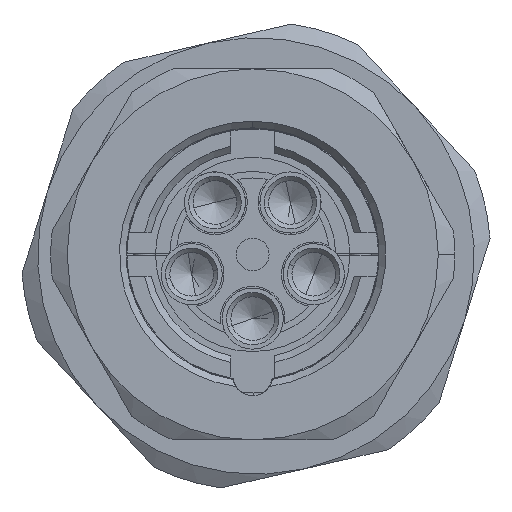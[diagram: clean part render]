
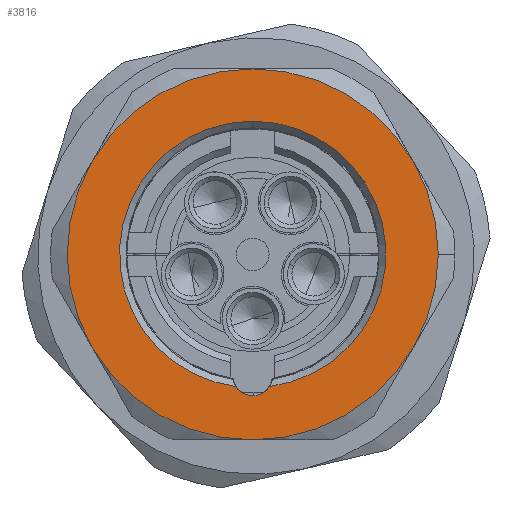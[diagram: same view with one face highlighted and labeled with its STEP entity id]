
A CAD part, front view. The second image highlights one B-rep face of the part: STEP entity #3816.
In plain terms, the highlighted planar face has unit normal (0, -1, 0).
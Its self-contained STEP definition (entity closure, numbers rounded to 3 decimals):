
#146 = CARTESIAN_POINT ( 'NONE',  ( 0., -9.2, -8.5 ) ) ;
#427 = CARTESIAN_POINT ( 'NONE',  ( 0., -9.2, 0. ) ) ;
#532 = CARTESIAN_POINT ( 'NONE',  ( 7.361, -9.2, 4.25 ) ) ;
#652 = CIRCLE ( 'NONE', #6153, 8.5 ) ;
#692 = CARTESIAN_POINT ( 'NONE',  ( -0.778, -9.2, -6.05 ) ) ;
#778 = VERTEX_POINT ( 'NONE', #532 ) ;
#1135 = CIRCLE ( 'NONE', #1284, 8.5 ) ;
#1141 = DIRECTION ( 'NONE',  ( 0., 0., -1. ) ) ;
#1284 = AXIS2_PLACEMENT_3D ( 'NONE', #427, #4317, #15621 ) ;
#1351 = EDGE_CURVE ( 'NONE', #12339, #2156, #652, .T. ) ;
#1370 = ORIENTED_EDGE ( 'NONE', *, *, #7921, .F. ) ;
#1475 = AXIS2_PLACEMENT_3D ( 'NONE', #7574, #9907, #2388 ) ;
#1653 = DIRECTION ( 'NONE',  ( 0., -1., 0. ) ) ;
#1857 = AXIS2_PLACEMENT_3D ( 'NONE', #8455, #8450, #8433 ) ;
#1931 = AXIS2_PLACEMENT_3D ( 'NONE', #9281, #1653, #10560 ) ;
#1990 = CARTESIAN_POINT ( 'NONE',  ( 0., -9.2, 0. ) ) ;
#2019 = CARTESIAN_POINT ( 'NONE',  ( 0., -9.2, 6.1 ) ) ;
#2057 = CARTESIAN_POINT ( 'NONE',  ( -7.361, -9.2, -4.25 ) ) ;
#2156 = VERTEX_POINT ( 'NONE', #146 ) ;
#2174 = DIRECTION ( 'NONE',  ( 0., 0., -1. ) ) ;
#2315 = CIRCLE ( 'NONE', #1475, 8.5 ) ;
#2330 = DIRECTION ( 'NONE',  ( 0., 1., 0. ) ) ;
#2388 = DIRECTION ( 'NONE',  ( 0., 0., -1. ) ) ;
#2432 = CARTESIAN_POINT ( 'NONE',  ( 0., -9.2, 0. ) ) ;
#2902 = EDGE_CURVE ( 'NONE', #4216, #12339, #5357, .T. ) ;
#3101 = ORIENTED_EDGE ( 'NONE', *, *, #5702, .F. ) ;
#3258 = DIRECTION ( 'NONE',  ( 1., 0., 0. ) ) ;
#3422 = EDGE_CURVE ( 'NONE', #4874, #778, #2315, .T. ) ;
#3594 = DIRECTION ( 'NONE',  ( 0., -1., 0. ) ) ;
#3816 = ADVANCED_FACE ( 'NONE', ( #12314, #7986 ), #15354, .F. ) ;
#4026 = CIRCLE ( 'NONE', #5749, 6.1 ) ;
#4216 = VERTEX_POINT ( 'NONE', #10263 ) ;
#4317 = DIRECTION ( 'NONE',  ( 0., 1., 0. ) ) ;
#4497 = ORIENTED_EDGE ( 'NONE', *, *, #3422, .F. ) ;
#4540 = ORIENTED_EDGE ( 'NONE', *, *, #4833, .F. ) ;
#4833 = EDGE_CURVE ( 'NONE', #10749, #4874, #1135, .T. ) ;
#4874 = VERTEX_POINT ( 'NONE', #15699 ) ;
#5080 = CIRCLE ( 'NONE', #13688, 8.5 ) ;
#5357 = CIRCLE ( 'NONE', #11294, 8.5 ) ;
#5458 = DIRECTION ( 'NONE',  ( 0., -1., 0. ) ) ;
#5702 = EDGE_CURVE ( 'NONE', #11337, #10749, #8973, .T. ) ;
#5749 = AXIS2_PLACEMENT_3D ( 'NONE', #11302, #3594, #12694 ) ;
#6153 = AXIS2_PLACEMENT_3D ( 'NONE', #2432, #2330, #2174 ) ;
#7200 = CARTESIAN_POINT ( 'NONE',  ( 0.778, -9.2, -6.05 ) ) ;
#7359 = CIRCLE ( 'NONE', #1931, 0.925 ) ;
#7574 = CARTESIAN_POINT ( 'NONE',  ( 0., -9.2, 0. ) ) ;
#7921 = EDGE_CURVE ( 'NONE', #778, #4216, #5080, .T. ) ;
#7986 = FACE_BOUND ( 'NONE', #13571, .T. ) ;
#8077 = CARTESIAN_POINT ( 'NONE',  ( 0., -9.2, 0. ) ) ;
#8095 = DIRECTION ( 'NONE',  ( 0., 1., 0. ) ) ;
#8433 = DIRECTION ( 'NONE',  ( 0., 0., -1. ) ) ;
#8450 = DIRECTION ( 'NONE',  ( 0., 1., 0. ) ) ;
#8455 = CARTESIAN_POINT ( 'NONE',  ( 0., -9.2, 0. ) ) ;
#8581 = EDGE_CURVE ( 'NONE', #12810, #13194, #4026, .T. ) ;
#8730 = DIRECTION ( 'NONE',  ( 0., 1., 0. ) ) ;
#8733 = CIRCLE ( 'NONE', #11583, 8.5 ) ;
#8755 = EDGE_LOOP ( 'NONE', ( #16615, #15729, #1370, #4497, #4540, #3101, #9388 ) ) ;
#8792 = ORIENTED_EDGE ( 'NONE', *, *, #15375, .F. ) ;
#8826 = ORIENTED_EDGE ( 'NONE', *, *, #8581, .F. ) ;
#8973 = CIRCLE ( 'NONE', #1857, 8.5 ) ;
#9281 = CARTESIAN_POINT ( 'NONE',  ( 0., -9.2, -5.55 ) ) ;
#9388 = ORIENTED_EDGE ( 'NONE', *, *, #9975, .F. ) ;
#9454 = VERTEX_POINT ( 'NONE', #7200 ) ;
#9470 = CARTESIAN_POINT ( 'NONE',  ( 7.361, -9.2, -4.25 ) ) ;
#9536 = CARTESIAN_POINT ( 'NONE',  ( -7.361, -9.2, 4.25 ) ) ;
#9907 = DIRECTION ( 'NONE',  ( 0., 1., 0. ) ) ;
#9975 = EDGE_CURVE ( 'NONE', #2156, #11337, #8733, .T. ) ;
#10263 = CARTESIAN_POINT ( 'NONE',  ( 8.5, -9.2, 0. ) ) ;
#10560 = DIRECTION ( 'NONE',  ( 0., 0., 1. ) ) ;
#10749 = VERTEX_POINT ( 'NONE', #9536 ) ;
#10936 = DIRECTION ( 'NONE',  ( 0., 1., 0. ) ) ;
#11167 = EDGE_CURVE ( 'NONE', #13194, #9454, #7359, .T. ) ;
#11294 = AXIS2_PLACEMENT_3D ( 'NONE', #8077, #8095, #13995 ) ;
#11302 = CARTESIAN_POINT ( 'NONE',  ( 0., -9.2, 0. ) ) ;
#11337 = VERTEX_POINT ( 'NONE', #2057 ) ;
#11540 = ORIENTED_EDGE ( 'NONE', *, *, #11167, .F. ) ;
#11583 = AXIS2_PLACEMENT_3D ( 'NONE', #16581, #8730, #1141 ) ;
#12179 = AXIS2_PLACEMENT_3D ( 'NONE', #13264, #5458, #14554 ) ;
#12314 = FACE_OUTER_BOUND ( 'NONE', #8755, .T. ) ;
#12339 = VERTEX_POINT ( 'NONE', #9470 ) ;
#12694 = DIRECTION ( 'NONE',  ( 0., 0., 1. ) ) ;
#12810 = VERTEX_POINT ( 'NONE', #2019 ) ;
#13194 = VERTEX_POINT ( 'NONE', #692 ) ;
#13264 = CARTESIAN_POINT ( 'NONE',  ( 0., -9.2, 0. ) ) ;
#13571 = EDGE_LOOP ( 'NONE', ( #11540, #8826, #8792 ) ) ;
#13688 = AXIS2_PLACEMENT_3D ( 'NONE', #1990, #10936, #3258 ) ;
#13995 = DIRECTION ( 'NONE',  ( 1., 0., 0. ) ) ;
#14554 = DIRECTION ( 'NONE',  ( 0., 0., 1. ) ) ;
#14994 = AXIS2_PLACEMENT_3D ( 'NONE', #15302, #15264, #15447 ) ;
#15264 = DIRECTION ( 'NONE',  ( 0., 1., 0. ) ) ;
#15302 = CARTESIAN_POINT ( 'NONE',  ( 0., -9.2, 0. ) ) ;
#15354 = PLANE ( 'NONE',  #14994 ) ;
#15375 = EDGE_CURVE ( 'NONE', #9454, #12810, #16642, .T. ) ;
#15447 = DIRECTION ( 'NONE',  ( 0., 0., -1. ) ) ;
#15621 = DIRECTION ( 'NONE',  ( 0., 0., -1. ) ) ;
#15699 = CARTESIAN_POINT ( 'NONE',  ( 0., -9.2, 8.5 ) ) ;
#15729 = ORIENTED_EDGE ( 'NONE', *, *, #2902, .F. ) ;
#16581 = CARTESIAN_POINT ( 'NONE',  ( 0., -9.2, 0. ) ) ;
#16615 = ORIENTED_EDGE ( 'NONE', *, *, #1351, .F. ) ;
#16642 = CIRCLE ( 'NONE', #12179, 6.1 ) ;
